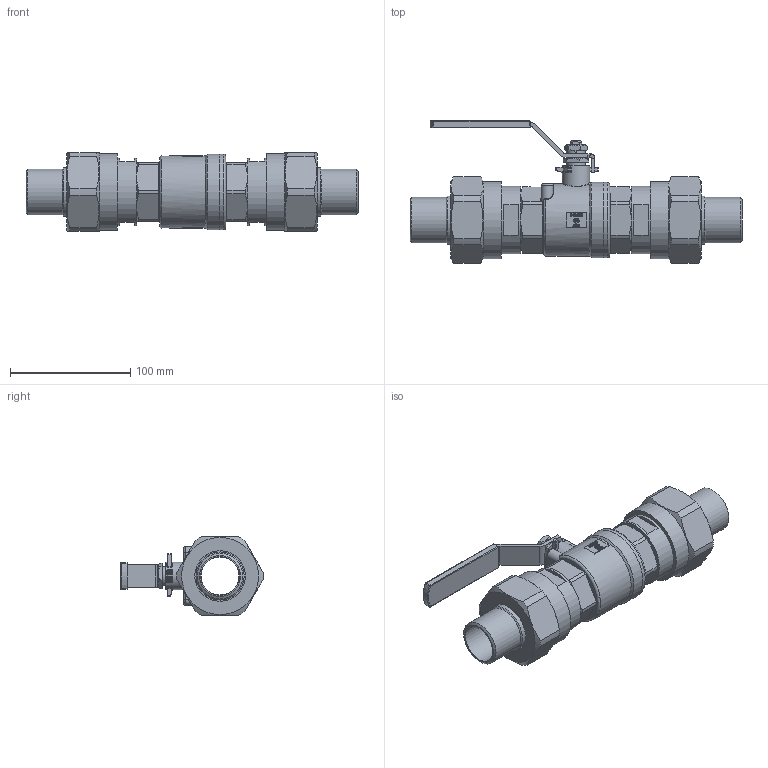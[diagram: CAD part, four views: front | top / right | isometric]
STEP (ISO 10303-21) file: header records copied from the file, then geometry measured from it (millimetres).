
FILE_DESCRIPTION((''),'2;1');
FILE_NAME('ФБ39 370 032 700.stp','2013-04-02T11:33:35',('��������'),(''),'Autodesk Inventor 2013','Autodesk Inventor 2013','');
FILE_SCHEMA(('AUTOMOTIVE_DESIGN { 1 0 10303 214 1 1 1 1 }'));
Length unit declared in the file: millimetre
Products named in the file (22): ФБ39 370 032 700; ФБ39 330 032 700; ФБ39 330 032 705; Пробка DN32_700; Кольцо330_25_700_ниж; Шпиндель; ФБ39 330 032 708; ФБ39 330 025 707; ФБ39 330 032 716; Втулка резьбовая 330_025; ФБ39 330 025 710; ФБ39 330 025 721; Рукав330_025_700; ФБ39 330 025 709; ФБ39 330 025 712; Шайба 8 # ГОСТ 6402-70 Исполнение 1; Гайка M10 # ГОСТ 5916-70 Исполнение 1; ФБ39 330 025 711; ФБ39 370 032 701; ФБ39 170 032 002; ФБ39 170 032 003; ФБ39 170 032 004
Assembly tree (26 placements, depth 4):
  ФБ39 370 032 700
    ФБ39 330 032 700
      ФБ39 330 032 705
      Пробка DN32_700
      Кольцо330_25_700_ниж
      Шпиндель
      ФБ39 330 032 708  x2
      ФБ39 330 025 707
      ФБ39 330 032 716
      Втулка резьбовая 330_025
      ФБ39 330 025 710
        ФБ39 330 025 721
        Рукав330_025_700
      ФБ39 330 025 709
      ФБ39 330 025 712
      Шайба 8 # ГОСТ 6402-70 Исполнение 1
      Гайка M10 # ГОСТ 5916-70 Исполнение 1
      ФБ39 330 025 711
    ФБ39 370 032 701  x2
    ФБ39 170 032 002  x2
    ФБ39 170 032 003  x2
    ФБ39 170 032 004  x2
Bounding box: 276 x 118.61 x 65 mm (x, y, z)
Volume: 498142.9 mm3; surface area: 194888.4 mm2
Topology: 24 solids, 24 shells, 957 faces, 2324 edges, 1464 vertices
Faces by surface type: plane 425, cylinder 235, bspline 167, cone 69, torus 37, sphere 24
Full cylindrical faces by diameter (mm): 6 x2, 8.377 x1, 11.5 x5, 12 x2, 14 x2, 15 x1, 15.8 x1, 16.376 x1, 16.5 x3, 18 x1, 23 x1, 31.5 x1, 32 x8, 38 x8, 38.952 x2, 40 x2, 41.91 x2, 42 x2, 45.835 x2, 46 x4, 52 x3, 53 x5, 53.5 x2, 54 x2, 55 x1, 56 x2, 57 x2, 60 x1, 60.5 x2, 63 x2
Entity records: 28510 total; most frequent: CARTESIAN_POINT 8509, ORIENTED_EDGE 4054, DIRECTION 3670, EDGE_CURVE 2027, VERTEX_POINT 1341, AXIS2_PLACEMENT_3D 1309, EDGE_LOOP 1094, VECTOR 1052
